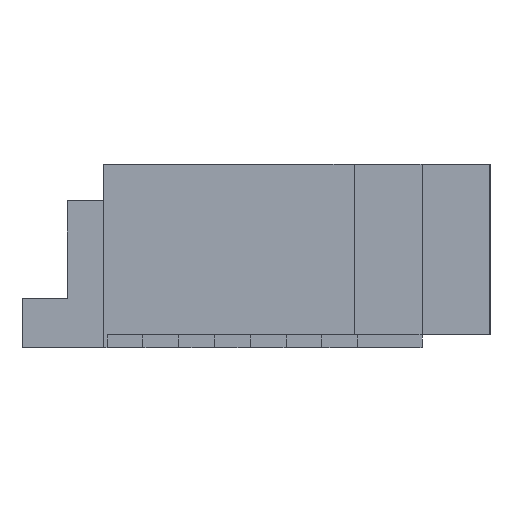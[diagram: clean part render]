
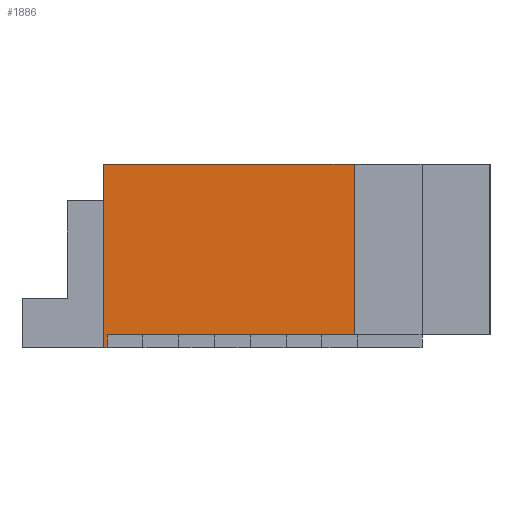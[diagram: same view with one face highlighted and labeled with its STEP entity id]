
A CAD part, left-side view. The second image highlights one B-rep face of the part: STEP entity #1886.
In plain terms, the highlighted planar face has unit normal (-1, 0, 0).
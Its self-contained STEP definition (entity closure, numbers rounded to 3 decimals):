
#438 = VERTEX_POINT('',#439);
#439 = CARTESIAN_POINT('',(-9.935,0.8,2.56));
#445 = EDGE_CURVE('',#438,#446,#448,.T.);
#446 = VERTEX_POINT('',#447);
#447 = CARTESIAN_POINT('',(-9.935,-2.7,2.56));
#448 = LINE('',#449,#450);
#449 = CARTESIAN_POINT('',(-9.935,0.8,2.56));
#450 = VECTOR('',#451,1.);
#451 = DIRECTION('',(0.,-1.,0.));
#1652 = EDGE_CURVE('',#1653,#438,#1655,.T.);
#1653 = VERTEX_POINT('',#1654);
#1654 = CARTESIAN_POINT('',(-9.935,0.8,0.));
#1655 = LINE('',#1656,#1657);
#1656 = CARTESIAN_POINT('',(-9.935,0.8,0.));
#1657 = VECTOR('',#1658,1.);
#1658 = DIRECTION('',(0.,0.,1.));
#1886 = ADVANCED_FACE('',(#1887),#1921,.F.);
#1887 = FACE_BOUND('',#1888,.F.);
#1888 = EDGE_LOOP('',(#1889,#1897,#1898,#1899,#1907,#1915));
#1889 = ORIENTED_EDGE('',*,*,#1890,.F.);
#1890 = EDGE_CURVE('',#1653,#1891,#1893,.T.);
#1891 = VERTEX_POINT('',#1892);
#1892 = CARTESIAN_POINT('',(-9.935,0.75,0.));
#1893 = LINE('',#1894,#1895);
#1894 = CARTESIAN_POINT('',(-9.935,0.8,0.));
#1895 = VECTOR('',#1896,1.);
#1896 = DIRECTION('',(0.,-1.,0.));
#1897 = ORIENTED_EDGE('',*,*,#1652,.T.);
#1898 = ORIENTED_EDGE('',*,*,#445,.T.);
#1899 = ORIENTED_EDGE('',*,*,#1900,.F.);
#1900 = EDGE_CURVE('',#1901,#446,#1903,.T.);
#1901 = VERTEX_POINT('',#1902);
#1902 = CARTESIAN_POINT('',(-9.935,-2.7,0.18));
#1903 = LINE('',#1904,#1905);
#1904 = CARTESIAN_POINT('',(-9.935,-2.7,0.));
#1905 = VECTOR('',#1906,1.);
#1906 = DIRECTION('',(0.,0.,1.));
#1907 = ORIENTED_EDGE('',*,*,#1908,.F.);
#1908 = EDGE_CURVE('',#1909,#1901,#1911,.T.);
#1909 = VERTEX_POINT('',#1910);
#1910 = CARTESIAN_POINT('',(-9.935,0.75,0.18));
#1911 = LINE('',#1912,#1913);
#1912 = CARTESIAN_POINT('',(-9.935,-0.1,0.18));
#1913 = VECTOR('',#1914,1.);
#1914 = DIRECTION('',(0.,-1.,0.));
#1915 = ORIENTED_EDGE('',*,*,#1916,.T.);
#1916 = EDGE_CURVE('',#1909,#1891,#1917,.T.);
#1917 = LINE('',#1918,#1919);
#1918 = CARTESIAN_POINT('',(-9.935,0.75,0.));
#1919 = VECTOR('',#1920,1.);
#1920 = DIRECTION('',(-0.,0.,-1.));
#1921 = PLANE('',#1922);
#1922 = AXIS2_PLACEMENT_3D('',#1923,#1924,#1925);
#1923 = CARTESIAN_POINT('',(-9.935,0.8,0.));
#1924 = DIRECTION('',(1.,0.,0.));
#1925 = DIRECTION('',(0.,-1.,0.));
